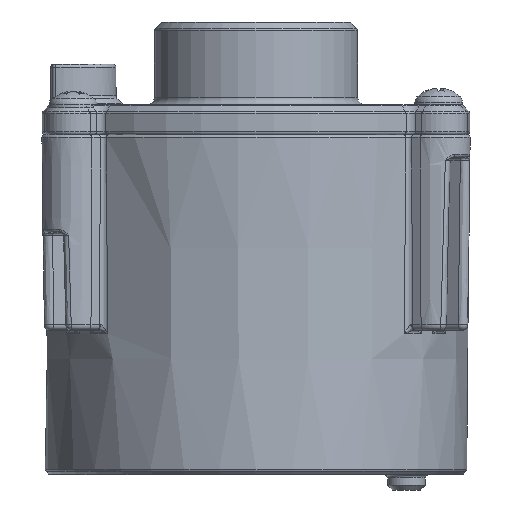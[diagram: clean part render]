
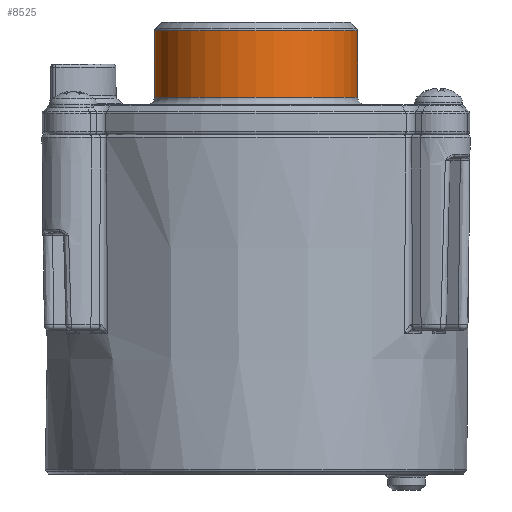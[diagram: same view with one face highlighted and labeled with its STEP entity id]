
A CAD part, front view. The second image highlights one B-rep face of the part: STEP entity #8525.
In plain terms, the highlighted cylindrical face has radius 6.75 mm (diameter 13.5 mm), a full revolution.
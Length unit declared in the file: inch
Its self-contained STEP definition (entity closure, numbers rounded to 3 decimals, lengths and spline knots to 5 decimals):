
#1059=LINE('',#25525,#1428);
#1428=VECTOR('',#11802,0.26575);
#1612=CYLINDRICAL_SURFACE('',#9604,0.26575);
#2074=FACE_OUTER_BOUND('',#2629,.T.);
#2629=EDGE_LOOP('',(#7356,#7357,#7358,#7359,#7360,#7361));
#3163=CIRCLE('',#9436,0.26575);
#3164=CIRCLE('',#9437,0.26575);
#3273=CIRCLE('',#9580,0.26575);
#3274=CIRCLE('',#9581,0.26575);
#3944=VERTEX_POINT('',#24914);
#3945=VERTEX_POINT('',#24916);
#4067=VERTEX_POINT('',#25481);
#4068=VERTEX_POINT('',#25482);
#5035=EDGE_CURVE('',#3945,#3944,#3163,.T.);
#5036=EDGE_CURVE('',#3944,#3945,#3164,.T.);
#5174=EDGE_CURVE('',#4067,#4068,#3273,.T.);
#5175=EDGE_CURVE('',#4068,#4067,#3274,.T.);
#5197=EDGE_CURVE('',#4067,#3945,#1059,.T.);
#7356=ORIENTED_EDGE('',*,*,#5174,.T.);
#7357=ORIENTED_EDGE('',*,*,#5175,.T.);
#7358=ORIENTED_EDGE('',*,*,#5197,.T.);
#7359=ORIENTED_EDGE('',*,*,#5035,.T.);
#7360=ORIENTED_EDGE('',*,*,#5036,.T.);
#7361=ORIENTED_EDGE('',*,*,#5197,.F.);
#8525=ADVANCED_FACE('',(#2074),#1612,.T.);
#9436=AXIS2_PLACEMENT_3D('',#24917,#11447,#11448);
#9437=AXIS2_PLACEMENT_3D('',#24918,#11449,#11450);
#9580=AXIS2_PLACEMENT_3D('',#25483,#11746,#11747);
#9581=AXIS2_PLACEMENT_3D('',#25484,#11748,#11749);
#9604=AXIS2_PLACEMENT_3D('',#25524,#11800,#11801);
#11447=DIRECTION('center_axis',(0.,0.,-1.));
#11448=DIRECTION('ref_axis',(1.,0.,0.));
#11449=DIRECTION('center_axis',(0.,0.,-1.));
#11450=DIRECTION('ref_axis',(1.,0.,0.));
#11746=DIRECTION('center_axis',(0.,0.,1.));
#11747=DIRECTION('ref_axis',(1.,0.,0.));
#11748=DIRECTION('center_axis',(0.,0.,1.));
#11749=DIRECTION('ref_axis',(1.,0.,0.));
#11800=DIRECTION('center_axis',(0.,0.,-1.));
#11801=DIRECTION('ref_axis',(-1.,0.,0.));
#11802=DIRECTION('',(0.,0.,1.));
#24914=CARTESIAN_POINT('',(-0.26575,0.,0.27233));
#24916=CARTESIAN_POINT('',(0.26575,0.,0.27233));
#24917=CARTESIAN_POINT('Origin',(0.,0.,0.27233));
#24918=CARTESIAN_POINT('Origin',(0.,0.,0.27233));
#25481=CARTESIAN_POINT('',(0.26575,0.,0.09843));
#25482=CARTESIAN_POINT('',(-0.26575,0.,0.09843));
#25483=CARTESIAN_POINT('Origin',(0.,0.,0.09843));
#25484=CARTESIAN_POINT('Origin',(0.,0.,0.09843));
#25524=CARTESIAN_POINT('Origin',(0.,0.,0.29528));
#25525=CARTESIAN_POINT('',(0.26575,0.,0.29528));
